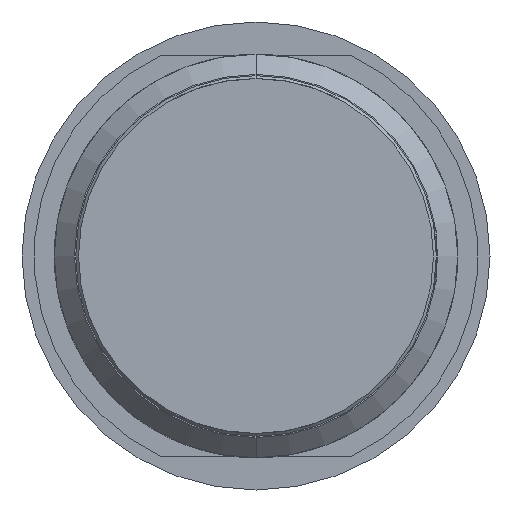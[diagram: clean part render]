
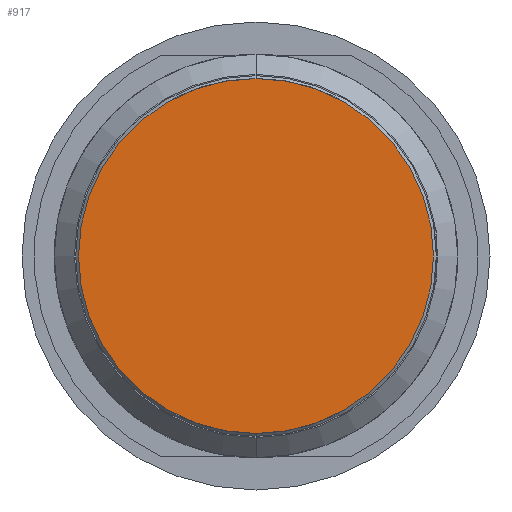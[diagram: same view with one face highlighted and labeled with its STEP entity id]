
A CAD part, front view. The second image highlights one B-rep face of the part: STEP entity #917.
In plain terms, the highlighted planar face has unit normal (0, -1, 0).
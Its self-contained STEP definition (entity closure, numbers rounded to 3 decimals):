
#443 = PLANE ( 'NONE',  #1857 ) ;
#877 = DIRECTION ( 'NONE',  ( 0., -1., 0. ) ) ;
#917 = ADVANCED_FACE ( 'Defeature ausgef�hrt1_15', ( #5798 ), #443, .F. ) ;
#919 = DIRECTION ( 'NONE',  ( 0., 1., 0. ) ) ;
#1170 = VERTEX_POINT ( 'NONE', #3225 ) ;
#1236 = VERTEX_POINT ( 'NONE', #5323 ) ;
#1302 = EDGE_CURVE ( 'Defeature ausgef�hrt1_15+Defeature ausgef�hrt1_22+Defeature ausgef�hrt1_22+Defeature ausgef�hrt1_22', #1170, #1236, #6180, .T. ) ;
#1706 = EDGE_LOOP ( 'NONE', ( #5380, #5654 ) ) ;
#1857 = AXIS2_PLACEMENT_3D ( 'NONE', #5896, #919, #4401 ) ;
#1863 = DIRECTION ( 'NONE',  ( -1., 0., 0. ) ) ;
#1867 = EDGE_CURVE ( 'Defeature ausgef�hrt1_15+Defeature ausgef�hrt1_22+Defeature ausgef�hrt1_22+Defeature ausgef�hrt1_22', #1236, #1170, #5089, .T. ) ;
#1916 = DIRECTION ( 'NONE',  ( 0., -1., 0. ) ) ;
#3122 = AXIS2_PLACEMENT_3D ( 'NONE', #3941, #877, #1863 ) ;
#3225 = CARTESIAN_POINT ( 'NONE',  ( -2.2, 0., 0. ) ) ;
#3842 = AXIS2_PLACEMENT_3D ( 'NONE', #4927, #1916, #6423 ) ;
#3941 = CARTESIAN_POINT ( 'NONE',  ( 0., 0., 0. ) ) ;
#4401 = DIRECTION ( 'NONE',  ( 1., 0., 0. ) ) ;
#4927 = CARTESIAN_POINT ( 'NONE',  ( 0., 0., 0. ) ) ;
#5089 = CIRCLE ( 'NONE', #3842, 2.2 ) ;
#5323 = CARTESIAN_POINT ( 'NONE',  ( 2.2, 0., 0. ) ) ;
#5380 = ORIENTED_EDGE ( 'NONE', *, *, #1302, .T. ) ;
#5654 = ORIENTED_EDGE ( 'NONE', *, *, #1867, .T. ) ;
#5798 = FACE_OUTER_BOUND ( 'NONE', #1706, .T. ) ;
#5896 = CARTESIAN_POINT ( 'NONE',  ( 0., 0., -1.9 ) ) ;
#6180 = CIRCLE ( 'NONE', #3122, 2.2 ) ;
#6423 = DIRECTION ( 'NONE',  ( -1., 0., 0. ) ) ;
